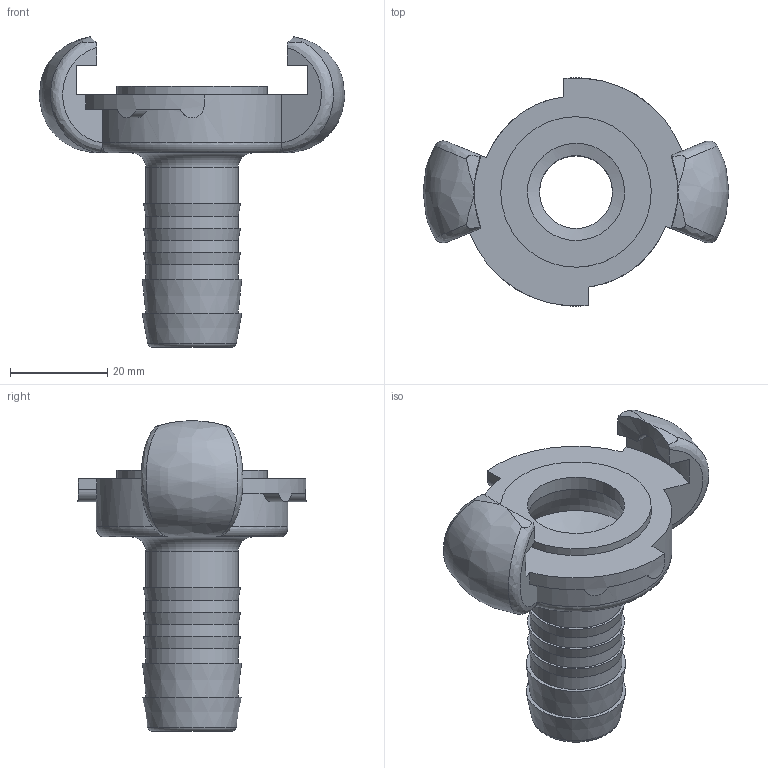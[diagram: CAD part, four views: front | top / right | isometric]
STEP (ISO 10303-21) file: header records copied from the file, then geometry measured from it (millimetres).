
FILE_DESCRIPTION(/* description */ (''),/* implementation_level */ '2;1');
FILE_NAME(/* name */ 'ekt_19_v.stp',/* time_stamp */ '2022-09-17T10:22:02+02:00',/* author */ ('meier'),/* organization */ (''),/* preprocessor_version */ 'ST-DEVELOPER v18.1',/* originating_system */ 'Autodesk Inventor 2022',/* authorisation */ '0 mm^3');
FILE_SCHEMA (('AP203_CONFIGURATION_CONTROLLED_3D_DESIGN_OF_MECHANICAL_PARTS_AND_ASSEMBLIES_MIM_LF { 1 0 10303 203 3 1 4 }','AUTOMOTIVE_DESIGN { 1 0 10303 214 3 1 1 }'));
Length unit declared in the file: millimetre
Products named in the file (1): ENG-007516
Bounding box: 62.97 x 47 x 63.91 mm (x, y, z)
Volume: 22095.9 mm3; surface area: 13832.5 mm2
Topology: 1 solids, 2 shells, 85 faces, 210 edges, 138 vertices
Faces by surface type: cylinder 29, plane 27, cone 10, bspline 10, torus 5, sphere 4
Full cylindrical faces by diameter (mm): 15 x1, 19 x4, 20 x1, 28.5 x1, 31 x2, 34 x1, 35 x1
Entity records: 3459 total; most frequent: CARTESIAN_POINT 1391, ORIENTED_EDGE 420, DIRECTION 361, EDGE_CURVE 210, AXIS2_PLACEMENT_3D 148, VERTEX_POINT 138, EDGE_LOOP 98, STYLED_ITEM 86
